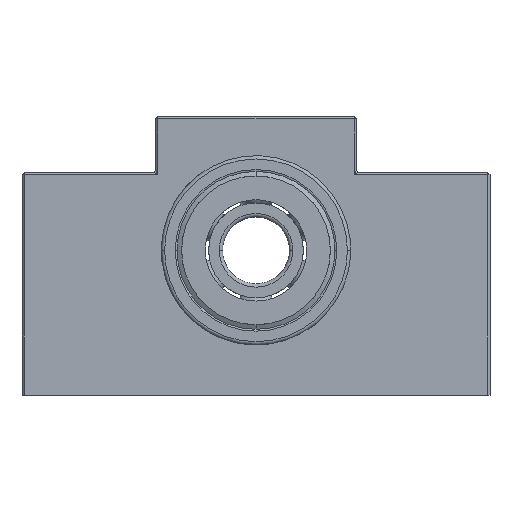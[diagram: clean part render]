
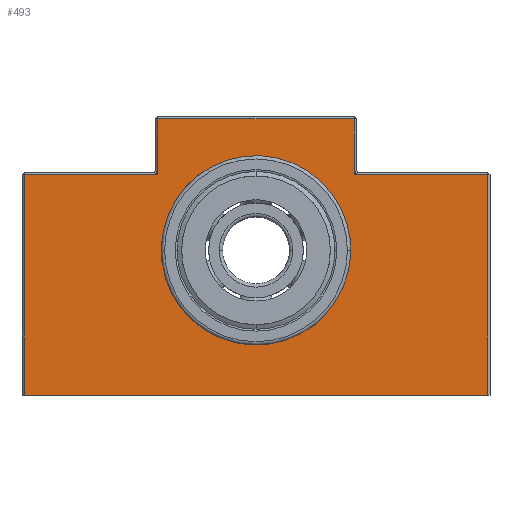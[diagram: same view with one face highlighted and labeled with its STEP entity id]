
A CAD part, top view. The second image highlights one B-rep face of the part: STEP entity #493.
In plain terms, the highlighted planar face has unit normal (0, 0, 1).
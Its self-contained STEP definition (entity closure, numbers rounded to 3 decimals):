
#493=ADVANCED_FACE('',(#1264,#1265),#1266,.T.);
#1264=FACE_OUTER_BOUND('',#2351,.T.);
#1265=FACE_BOUND('',#2352,.T.);
#1266=PLANE('',#2353);
#2351=EDGE_LOOP('',(#3791,#3792,#3793,#3794,#3795,#3796,#3797,#3798));
#2352=EDGE_LOOP('',(#3799,#3800));
#2353=AXIS2_PLACEMENT_3D('',#3801,#3802,#3803);
#3791=ORIENTED_EDGE('',*,*,#6755,.F.);
#3792=ORIENTED_EDGE('',*,*,#6756,.F.);
#3793=ORIENTED_EDGE('',*,*,#6757,.F.);
#3794=ORIENTED_EDGE('',*,*,#6758,.F.);
#3795=ORIENTED_EDGE('',*,*,#6422,.F.);
#3796=ORIENTED_EDGE('',*,*,#6759,.F.);
#3797=ORIENTED_EDGE('',*,*,#6760,.F.);
#3798=ORIENTED_EDGE('',*,*,#6569,.F.);
#3799=ORIENTED_EDGE('',*,*,#6761,.T.);
#3800=ORIENTED_EDGE('',*,*,#6762,.T.);
#3801=CARTESIAN_POINT('',(0.0,-0.5,0.0));
#3802=DIRECTION('',(0.0,0.0,1.0));
#3803=DIRECTION('',(0.0,-1.0,0.0));
#6422=EDGE_CURVE('',#7670,#7672,#7673,.T.);
#6569=EDGE_CURVE('',#7930,#7932,#7933,.T.);
#6755=EDGE_CURVE('',#8247,#7930,#8248,.T.);
#6756=EDGE_CURVE('',#8249,#8247,#8250,.T.);
#6757=EDGE_CURVE('',#8251,#8249,#8252,.T.);
#6758=EDGE_CURVE('',#7672,#8251,#8253,.T.);
#6759=EDGE_CURVE('',#8254,#7670,#8255,.T.);
#6760=EDGE_CURVE('',#7932,#8254,#8256,.T.);
#6761=EDGE_CURVE('',#8257,#8258,#8259,.T.);
#6762=EDGE_CURVE('',#8258,#8257,#8260,.T.);
#7670=VERTEX_POINT('',#9492);
#7672=VERTEX_POINT('',#9495);
#7673=LINE('',#9496,#9497);
#7930=VERTEX_POINT('',#9953);
#7932=VERTEX_POINT('',#9956);
#7933=LINE('',#9957,#9958);
#8247=VERTEX_POINT('',#10447);
#8248=LINE('',#10448,#10449);
#8249=VERTEX_POINT('',#10450);
#8250=LINE('',#10451,#10452);
#8251=VERTEX_POINT('',#10453);
#8252=LINE('',#10454,#10455);
#8253=LINE('',#10456,#10457);
#8254=VERTEX_POINT('',#10458);
#8255=LINE('',#10459,#10460);
#8256=LINE('',#10461,#10462);
#8257=VERTEX_POINT('',#10463);
#8258=VERTEX_POINT('',#10464);
#8259=CIRCLE('',#10465,8.5);
#8260=CIRCLE('',#10466,8.5);
#9492=CARTESIAN_POINT('',(8.8,11.8,0.0));
#9495=CARTESIAN_POINT('',(8.8,6.8,0.0));
#9496=CARTESIAN_POINT('',(8.8,4.5,0.0));
#9497=VECTOR('',#12488,1000.0);
#9953=CARTESIAN_POINT('',(-20.8,6.8,0.0));
#9956=CARTESIAN_POINT('',(-8.8,6.8,0.0));
#9957=CARTESIAN_POINT('',(-7.5,6.8,0.0));
#9958=VECTOR('',#12741,1000.0);
#10447=CARTESIAN_POINT('',(-20.8,-13.0,0.0));
#10448=CARTESIAN_POINT('',(-20.8,-0.5,0.0));
#10449=VECTOR('',#13047,1000.0);
#10450=CARTESIAN_POINT('',(20.8,-13.0,0.0));
#10451=CARTESIAN_POINT('',(0.0,-13.0,0.0));
#10452=VECTOR('',#13048,1000.0);
#10453=CARTESIAN_POINT('',(20.8,6.8,0.0));
#10454=CARTESIAN_POINT('',(20.8,-0.5,0.0));
#10455=VECTOR('',#13049,1000.0);
#10456=CARTESIAN_POINT('',(7.5,6.8,0.0));
#10457=VECTOR('',#13050,1000.0);
#10458=CARTESIAN_POINT('',(-8.8,11.8,0.0));
#10459=CARTESIAN_POINT('',(0.0,11.8,0.0));
#10460=VECTOR('',#13051,1000.0);
#10461=CARTESIAN_POINT('',(-8.8,4.5,0.0));
#10462=VECTOR('',#13052,1000.0);
#10463=CARTESIAN_POINT('',(8.129,2.485,0.0));
#10464=CARTESIAN_POINT('',(-8.129,-2.485,0.0));
#10465=AXIS2_PLACEMENT_3D('',#13053,#13054,#13055);
#10466=AXIS2_PLACEMENT_3D('',#13056,#13057,#13058);
#12488=DIRECTION('',(0.0,-1.0,0.0));
#12741=DIRECTION('',(1.0,0.0,0.0));
#13047=DIRECTION('',(0.0,1.0,0.0));
#13048=DIRECTION('',(-1.0,0.0,0.0));
#13049=DIRECTION('',(0.0,-1.0,0.0));
#13050=DIRECTION('',(1.0,0.0,0.0));
#13051=DIRECTION('',(1.0,0.0,0.0));
#13052=DIRECTION('',(0.0,1.0,0.0));
#13053=CARTESIAN_POINT('',(0.0,0.0,0.0));
#13054=DIRECTION('',(0.0,0.0,-1.0));
#13055=DIRECTION('',(0.956,0.292,0.0));
#13056=CARTESIAN_POINT('',(0.0,0.0,0.0));
#13057=DIRECTION('',(0.0,0.0,-1.0));
#13058=DIRECTION('',(0.956,0.292,0.0));
